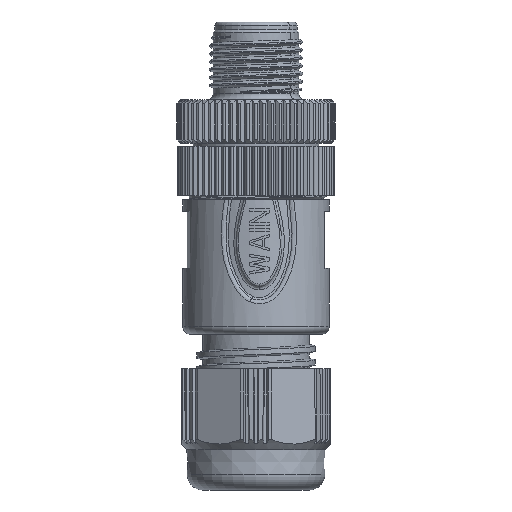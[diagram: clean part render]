
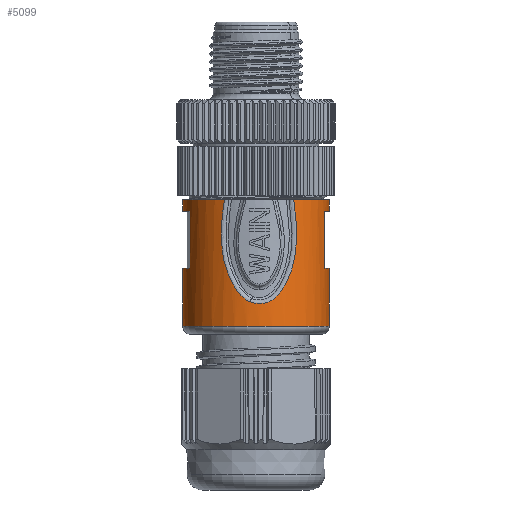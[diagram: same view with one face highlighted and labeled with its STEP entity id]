
A CAD part, front view. The second image highlights one B-rep face of the part: STEP entity #5099.
In plain terms, the highlighted cylindrical face has radius 9.25 mm (diameter 18.5 mm), a partial arc.
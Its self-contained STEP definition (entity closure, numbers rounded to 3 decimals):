
#1104=FACE_OUTER_BOUND('',#6535,.T.);
#1818=B_SPLINE_CURVE_WITH_KNOTS('',3,(#28495,#28496,#28497,#28498,#28499,
#28500,#28501,#28502,#28503,#28504,#28505,#28506,#28507,#28508,#28509,#28510,
#28511,#28512),.UNSPECIFIED.,.F.,.F.,(4,2,2,2,2,2,2,2,4),(0.,0.25,
0.375,0.438,0.469,0.5,
0.75,0.875,1.),.UNSPECIFIED.);
#1831=B_SPLINE_CURVE_WITH_KNOTS('',3,(#30127,#30128,#30129,#30130,#30131,
#30132,#30133,#30134,#30135,#30136,#30137,#30138,#30139,#30140,#30141,#30142,
#30143,#30144,#30145,#30146,#30147),.UNSPECIFIED.,.F.,.F.,(4,2,2,1,2,2,
2,2,2,2,4),(0.,0.25,0.375,0.438,0.469,
0.5,0.625,0.688,0.719,
0.75,1.),.UNSPECIFIED.);
#3075=LINE('',#25701,#4208);
#3079=LINE('',#26594,#4213);
#3080=LINE('',#30298,#4214);
#3081=LINE('',#30299,#4215);
#3082=LINE('',#30300,#4216);
#3083=LINE('',#30301,#4217);
#4208=VECTOR('',#20878,1.);
#4213=VECTOR('',#20935,1.);
#4214=VECTOR('',#20966,1.);
#4215=VECTOR('',#20967,1.);
#4216=VECTOR('',#20968,1.);
#4217=VECTOR('',#20969,1.);
#5099=ADVANCED_FACE('',(#1104),#5865,.T.);
#5865=CYLINDRICAL_SURFACE('',#18004,9.25);
#6535=EDGE_LOOP('',(#9324,#9325,#9326,#9327,#9328,#9329,#9330,#9331,#9332,
#9333,#9334,#9335,#9336,#9337,#9338,#9339));
#9324=ORIENTED_EDGE('',*,*,#15112,.F.);
#9325=ORIENTED_EDGE('',*,*,#15135,.T.);
#9326=ORIENTED_EDGE('',*,*,#15136,.T.);
#9327=ORIENTED_EDGE('',*,*,#15137,.T.);
#9328=ORIENTED_EDGE('',*,*,#15030,.T.);
#9329=ORIENTED_EDGE('',*,*,#15033,.F.);
#9330=ORIENTED_EDGE('',*,*,#15035,.T.);
#9331=ORIENTED_EDGE('',*,*,#15138,.T.);
#9332=ORIENTED_EDGE('',*,*,#15024,.T.);
#9333=ORIENTED_EDGE('',*,*,#15023,.T.);
#9334=ORIENTED_EDGE('',*,*,#15139,.F.);
#9335=ORIENTED_EDGE('',*,*,#15076,.T.);
#9336=ORIENTED_EDGE('',*,*,#15079,.F.);
#9337=ORIENTED_EDGE('',*,*,#15081,.T.);
#9338=ORIENTED_EDGE('',*,*,#15140,.F.);
#9339=ORIENTED_EDGE('',*,*,#15141,.T.);
#13044=VERTEX_POINT('',#25679);
#13045=VERTEX_POINT('',#25681);
#13046=VERTEX_POINT('',#25683);
#13050=VERTEX_POINT('',#25692);
#13051=VERTEX_POINT('',#25694);
#13053=VERTEX_POINT('',#25700);
#13054=VERTEX_POINT('',#25704);
#13080=VERTEX_POINT('',#26585);
#13081=VERTEX_POINT('',#26587);
#13083=VERTEX_POINT('',#26593);
#13084=VERTEX_POINT('',#26597);
#13103=VERTEX_POINT('',#28429);
#13106=VERTEX_POINT('',#28494);
#13120=VERTEX_POINT('',#30126);
#13121=VERTEX_POINT('',#30297);
#13122=VERTEX_POINT('',#30302);
#15023=EDGE_CURVE('',#13045,#13044,#16916,.T.);
#15024=EDGE_CURVE('',#13046,#13045,#16917,.T.);
#15030=EDGE_CURVE('',#13050,#13051,#16922,.T.);
#15033=EDGE_CURVE('',#13053,#13051,#3075,.T.);
#15035=EDGE_CURVE('',#13053,#13054,#16924,.T.);
#15076=EDGE_CURVE('',#13080,#13081,#16934,.T.);
#15079=EDGE_CURVE('',#13083,#13081,#3079,.T.);
#15081=EDGE_CURVE('',#13083,#13084,#16936,.T.);
#15112=EDGE_CURVE('',#13106,#13103,#1818,.T.);
#15135=EDGE_CURVE('',#13106,#13120,#1831,.T.);
#15136=EDGE_CURVE('',#13120,#13121,#16943,.T.);
#15137=EDGE_CURVE('',#13121,#13050,#3080,.T.);
#15138=EDGE_CURVE('',#13054,#13046,#3081,.T.);
#15139=EDGE_CURVE('',#13080,#13044,#3082,.T.);
#15140=EDGE_CURVE('',#13122,#13084,#3083,.T.);
#15141=EDGE_CURVE('',#13122,#13103,#16944,.T.);
#16916=CIRCLE('',#17953,9.25);
#16917=CIRCLE('',#17954,9.25);
#16922=CIRCLE('',#17960,9.25);
#16924=CIRCLE('',#17964,9.25);
#16934=CIRCLE('',#17986,9.25);
#16936=CIRCLE('',#17990,9.25);
#16943=CIRCLE('',#18002,9.25);
#16944=CIRCLE('',#18003,9.25);
#17953=AXIS2_PLACEMENT_3D('',#25680,#20857,#20858);
#17954=AXIS2_PLACEMENT_3D('',#25682,#20859,#20860);
#17960=AXIS2_PLACEMENT_3D('',#25695,#20872,#20873);
#17964=AXIS2_PLACEMENT_3D('',#25705,#20883,#20884);
#17986=AXIS2_PLACEMENT_3D('',#26588,#20929,#20930);
#17990=AXIS2_PLACEMENT_3D('',#26598,#20940,#20941);
#18002=AXIS2_PLACEMENT_3D('',#30296,#20964,#20965);
#18003=AXIS2_PLACEMENT_3D('',#30303,#20970,#20971);
#18004=AXIS2_PLACEMENT_3D('',#30304,#20972,#20973);
#20857=DIRECTION('',(0.,0.,1.));
#20858=DIRECTION('',(-0.999,-0.054,0.));
#20859=DIRECTION('',(0.,0.,1.));
#20860=DIRECTION('',(-0.999,-0.047,0.));
#20872=DIRECTION('',(0.,0.,1.));
#20873=DIRECTION('',(-0.999,-0.047,0.));
#20878=DIRECTION('',(0.,0.,1.));
#20883=DIRECTION('',(0.,0.,-1.));
#20884=DIRECTION('',(-0.899,-0.437,0.));
#20929=DIRECTION('',(0.,0.,-1.));
#20930=DIRECTION('',(0.999,0.047,0.));
#20935=DIRECTION('',(0.,0.,-1.));
#20940=DIRECTION('',(0.,0.,1.));
#20941=DIRECTION('',(0.936,-0.351,0.));
#20964=DIRECTION('',(0.,0.,-1.));
#20965=DIRECTION('',(-0.431,-0.902,0.));
#20966=DIRECTION('',(0.,0.,-1.));
#20967=DIRECTION('',(0.,0.,-1.));
#20968=DIRECTION('',(0.,0.,-1.));
#20969=DIRECTION('',(0.,0.,-1.));
#20970=DIRECTION('',(0.,0.,-1.));
#20971=DIRECTION('',(0.999,0.047,0.));
#20972=DIRECTION('',(0.,0.,-1.));
#20973=DIRECTION('',(0.999,0.047,0.));
#25679=CARTESIAN_POINT('',(9.24,0.435,20.65));
#25680=CARTESIAN_POINT('',(0.,0.,20.65));
#25681=CARTESIAN_POINT('',(-9.237,-0.498,20.65));
#25682=CARTESIAN_POINT('',(0.,0.,20.65));
#25683=CARTESIAN_POINT('',(-9.24,-0.435,20.65));
#25692=CARTESIAN_POINT('',(-9.24,-0.435,35.15));
#25694=CARTESIAN_POINT('',(-8.319,-4.044,35.15));
#25695=CARTESIAN_POINT('',(0.,0.,35.15));
#25700=CARTESIAN_POINT('',(-8.319,-4.044,27.95));
#25701=CARTESIAN_POINT('',(-8.319,-4.044,27.95));
#25704=CARTESIAN_POINT('',(-9.24,-0.435,27.95));
#25705=CARTESIAN_POINT('',(0.,0.,27.95));
#26585=CARTESIAN_POINT('',(9.24,0.435,27.95));
#26587=CARTESIAN_POINT('',(8.662,-3.245,27.95));
#26588=CARTESIAN_POINT('',(0.,0.,27.95));
#26593=CARTESIAN_POINT('',(8.662,-3.245,35.15));
#26594=CARTESIAN_POINT('',(8.662,-3.245,35.15));
#26597=CARTESIAN_POINT('',(9.24,0.435,35.15));
#26598=CARTESIAN_POINT('',(0.,0.,35.15));
#28429=CARTESIAN_POINT('',(4.756,-7.933,36.65));
#28494=CARTESIAN_POINT('',(-0.763,-9.218,23.753));
#28495=CARTESIAN_POINT('',(-0.763,-9.218,23.753));
#28496=CARTESIAN_POINT('',(-0.298,-9.257,23.548));
#28497=CARTESIAN_POINT('',(0.336,-9.271,23.425));
#28498=CARTESIAN_POINT('',(1.383,-9.153,23.633));
#28499=CARTESIAN_POINT('',(1.739,-9.091,23.779));
#28500=CARTESIAN_POINT('',(2.231,-8.979,24.105));
#28501=CARTESIAN_POINT('',(2.388,-8.938,24.231));
#28502=CARTESIAN_POINT('',(2.614,-8.873,24.441));
#28503=CARTESIAN_POINT('',(2.687,-8.851,24.514));
#28504=CARTESIAN_POINT('',(2.83,-8.807,24.667));
#28505=CARTESIAN_POINT('',(2.932,-8.773,24.786));
#28506=CARTESIAN_POINT('',(3.259,-8.662,25.184));
#28507=CARTESIAN_POINT('',(4.041,-8.346,26.204));
#28508=CARTESIAN_POINT('',(4.89,-7.858,29.152));
#28509=CARTESIAN_POINT('',(5.085,-7.727,30.377));
#28510=CARTESIAN_POINT('',(5.144,-7.688,33.233));
#28511=CARTESIAN_POINT('',(5.011,-7.781,34.856));
#28512=CARTESIAN_POINT('',(4.756,-7.933,36.65));
#30126=CARTESIAN_POINT('',(-3.987,-8.347,36.65));
#30127=CARTESIAN_POINT('',(-0.763,-9.218,23.753));
#30128=CARTESIAN_POINT('',(-1.282,-9.175,23.981));
#30129=CARTESIAN_POINT('',(-1.768,-9.091,24.373));
#30130=CARTESIAN_POINT('',(-2.439,-8.926,25.206));
#30131=CARTESIAN_POINT('',(-2.653,-8.864,25.524));
#30132=CARTESIAN_POINT('',(-2.961,-8.764,26.063));
#30133=CARTESIAN_POINT('',(-3.111,-8.712,26.348));
#30134=CARTESIAN_POINT('',(-3.255,-8.658,26.655));
#30135=CARTESIAN_POINT('',(-3.351,-8.622,26.866));
#30136=CARTESIAN_POINT('',(-3.386,-8.608,26.945));
#30137=CARTESIAN_POINT('',(-3.679,-8.491,27.639));
#30138=CARTESIAN_POINT('',(-3.865,-8.405,28.217));
#30139=CARTESIAN_POINT('',(-4.079,-8.302,29.116));
#30140=CARTESIAN_POINT('',(-4.139,-8.272,29.421));
#30141=CARTESIAN_POINT('',(-4.214,-8.235,29.887));
#30142=CARTESIAN_POINT('',(-4.236,-8.223,30.044));
#30143=CARTESIAN_POINT('',(-4.274,-8.203,30.361));
#30144=CARTESIAN_POINT('',(-4.287,-8.197,30.47));
#30145=CARTESIAN_POINT('',(-4.453,-8.109,32.366));
#30146=CARTESIAN_POINT('',(-4.352,-8.173,34.356));
#30147=CARTESIAN_POINT('',(-3.987,-8.347,36.65));
#30296=CARTESIAN_POINT('',(0.,0.,36.65));
#30297=CARTESIAN_POINT('',(-9.24,-0.435,36.65));
#30298=CARTESIAN_POINT('',(-9.24,-0.435,35.15));
#30299=CARTESIAN_POINT('',(-9.24,-0.435,20.65));
#30300=CARTESIAN_POINT('',(9.24,0.435,20.65));
#30301=CARTESIAN_POINT('',(9.24,0.435,35.15));
#30302=CARTESIAN_POINT('',(9.24,0.435,36.65));
#30303=CARTESIAN_POINT('',(0.,0.,36.65));
#30304=CARTESIAN_POINT('',(0.,0.,42.75));
